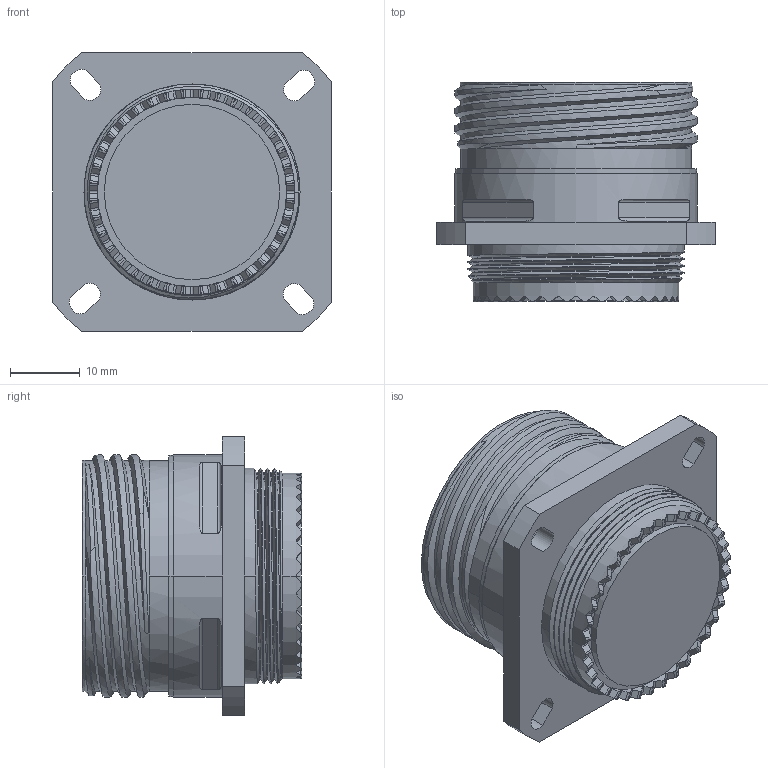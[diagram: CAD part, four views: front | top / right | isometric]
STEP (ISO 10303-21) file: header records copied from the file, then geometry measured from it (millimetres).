
FILE_DESCRIPTION((''),'2;1');
FILE_NAME('8D-07-21-20','2009-07-02T',('NizamudheenKC'),('FCI INTERCONNECT'),'PRO/ENGINEER BY PARAMETRIC TECHNOLOGY CORPORATION, 2005310','PRO/ENGINEER BY PARAMETRIC TECHNOLOGY CORPORATION, 2005310','');
FILE_SCHEMA(('CONFIG_CONTROL_DESIGN'));
Length unit declared in the file: millimetre
Products named in the file (1): 8D-07-21-20
Bounding box: 40 x 31.5 x 40 mm (x, y, z)
Volume: 27376.5 mm3; surface area: 7558.1 mm2
Topology: 1 solids, 1 shells, 329 faces, 936 edges, 619 vertices
Faces by surface type: cylinder 155, plane 144, bspline 21, cone 8, extrusion 1
Entity records: 14561 total; most frequent: CARTESIAN_POINT 6858, ORIENTED_EDGE 1872, DIRECTION 1185, EDGE_CURVE 936, VERTEX_POINT 619, B_SPLINE_CURVE_WITH_KNOTS 489, AXIS2_PLACEMENT_3D 429, EDGE_LOOP 347
